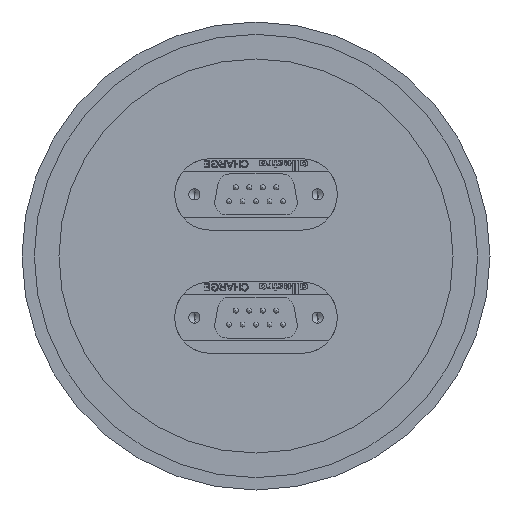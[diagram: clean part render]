
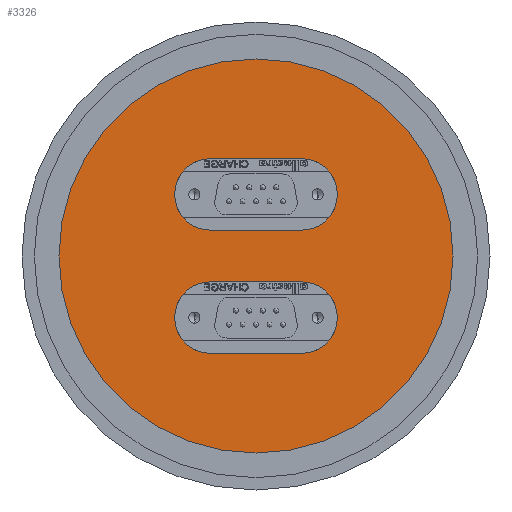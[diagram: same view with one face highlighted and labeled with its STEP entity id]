
A CAD part, front view. The second image highlights one B-rep face of the part: STEP entity #3326.
In plain terms, the highlighted planar face has unit normal (0, -1, 0).
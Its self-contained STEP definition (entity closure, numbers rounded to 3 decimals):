
#11 = ORIENTED_EDGE ( 'NONE', *, *, #6154, .F. ) ;
#31 = CARTESIAN_POINT ( 'NONE',  ( 0., -9.5, 5.25 ) ) ;
#68 = LINE ( 'NONE', #3515, #6346 ) ;
#106 = CARTESIAN_POINT ( 'NONE',  ( 0., -9.5, 0. ) ) ;
#139 = CARTESIAN_POINT ( 'NONE',  ( 0., -9.5, -40. ) ) ;
#231 = VERTEX_POINT ( 'NONE', #1670 ) ;
#367 = VERTEX_POINT ( 'NONE', #2963 ) ;
#443 = EDGE_CURVE ( 'NONE', #9560, #10269, #2197, .T. ) ;
#458 = CARTESIAN_POINT ( 'NONE',  ( -9.25, -9.5, -12.5 ) ) ;
#471 = DIRECTION ( 'NONE',  ( 0., 0., 1. ) ) ;
#581 = VECTOR ( 'NONE', #5295, 1000. ) ;
#745 = EDGE_CURVE ( 'NONE', #2072, #5173, #5629, .T. ) ;
#804 = CARTESIAN_POINT ( 'NONE',  ( 9.25, -9.5, -19.75 ) ) ;
#824 = LINE ( 'NONE', #31, #1074 ) ;
#907 = DIRECTION ( 'NONE',  ( 0., 0., -1. ) ) ;
#954 = AXIS2_PLACEMENT_3D ( 'NONE', #5043, #8502, #5162 ) ;
#1074 = VECTOR ( 'NONE', #4271, 1000. ) ;
#1251 = DIRECTION ( 'NONE',  ( 0., 1., 0. ) ) ;
#1300 = DIRECTION ( 'NONE',  ( -1., 0., 0. ) ) ;
#1364 = DIRECTION ( 'NONE',  ( 0., 0., 1. ) ) ;
#1567 = FACE_BOUND ( 'NONE', #7975, .T. ) ;
#1670 = CARTESIAN_POINT ( 'NONE',  ( -9.25, -9.5, 19.75 ) ) ;
#1986 = ORIENTED_EDGE ( 'NONE', *, *, #2250, .F. ) ;
#2028 = EDGE_LOOP ( 'NONE', ( #10088, #2579, #7115, #11 ) ) ;
#2072 = VERTEX_POINT ( 'NONE', #6560 ) ;
#2167 = VERTEX_POINT ( 'NONE', #10839 ) ;
#2197 = CIRCLE ( 'NONE', #7809, 40. ) ;
#2250 = EDGE_CURVE ( 'NONE', #2167, #5173, #8146, .T. ) ;
#2409 = ORIENTED_EDGE ( 'NONE', *, *, #745, .T. ) ;
#2579 = ORIENTED_EDGE ( 'NONE', *, *, #10179, .F. ) ;
#2829 = EDGE_CURVE ( 'NONE', #2167, #3974, #4475, .T. ) ;
#2911 = LINE ( 'NONE', #7111, #581 ) ;
#2963 = CARTESIAN_POINT ( 'NONE',  ( 9.25, -9.5, 5.25 ) ) ;
#3079 = AXIS2_PLACEMENT_3D ( 'NONE', #106, #3554, #907 ) ;
#3326 = ADVANCED_FACE ( 'NONE', ( #5921, #10154, #1567 ), #8462, .T. ) ;
#3365 = CARTESIAN_POINT ( 'NONE',  ( 9.25, -9.5, 19.75 ) ) ;
#3515 = CARTESIAN_POINT ( 'NONE',  ( 0., -9.5, -19.75 ) ) ;
#3554 = DIRECTION ( 'NONE',  ( 0., -1., 0. ) ) ;
#3581 = CARTESIAN_POINT ( 'NONE',  ( -9.25, -9.5, -5.25 ) ) ;
#3603 = VERTEX_POINT ( 'NONE', #3365 ) ;
#3863 = ORIENTED_EDGE ( 'NONE', *, *, #2829, .T. ) ;
#3974 = VERTEX_POINT ( 'NONE', #804 ) ;
#4006 = EDGE_LOOP ( 'NONE', ( #9810, #8938 ) ) ;
#4160 = DIRECTION ( 'NONE',  ( 0., 0., 1. ) ) ;
#4179 = VECTOR ( 'NONE', #1300, 1000. ) ;
#4223 = DIRECTION ( 'NONE',  ( 0., 0., -1. ) ) ;
#4271 = DIRECTION ( 'NONE',  ( 1., 0., 0. ) ) ;
#4475 = CIRCLE ( 'NONE', #6826, 7.25 ) ;
#4610 = ORIENTED_EDGE ( 'NONE', *, *, #10656, .F. ) ;
#4715 = DIRECTION ( 'NONE',  ( 0., -1., 0. ) ) ;
#5043 = CARTESIAN_POINT ( 'NONE',  ( -9.25, -9.5, 12.5 ) ) ;
#5162 = DIRECTION ( 'NONE',  ( 0., 0., 1. ) ) ;
#5173 = VERTEX_POINT ( 'NONE', #3581 ) ;
#5177 = DIRECTION ( 'NONE',  ( 0., 1., 0. ) ) ;
#5276 = AXIS2_PLACEMENT_3D ( 'NONE', #458, #1251, #1364 ) ;
#5295 = DIRECTION ( 'NONE',  ( -1., 0., 0. ) ) ;
#5333 = DIRECTION ( 'NONE',  ( 1., 0., 0. ) ) ;
#5341 = CARTESIAN_POINT ( 'NONE',  ( 0., -9.5, 0. ) ) ;
#5629 = CIRCLE ( 'NONE', #5276, 7.25 ) ;
#5666 = CARTESIAN_POINT ( 'NONE',  ( -9.25, -9.5, 5.25 ) ) ;
#5755 = CIRCLE ( 'NONE', #10814, 7.25 ) ;
#5830 = CIRCLE ( 'NONE', #954, 7.25 ) ;
#5870 = DIRECTION ( 'NONE',  ( 0., -1., 0. ) ) ;
#5921 = FACE_BOUND ( 'NONE', #2028, .T. ) ;
#6154 = EDGE_CURVE ( 'NONE', #3603, #231, #2911, .T. ) ;
#6346 = VECTOR ( 'NONE', #5333, 1000. ) ;
#6419 = DIRECTION ( 'NONE',  ( 0., 0., -1. ) ) ;
#6553 = EDGE_CURVE ( 'NONE', #10708, #231, #5830, .T. ) ;
#6560 = CARTESIAN_POINT ( 'NONE',  ( -9.25, -9.5, -19.75 ) ) ;
#6826 = AXIS2_PLACEMENT_3D ( 'NONE', #10655, #9010, #471 ) ;
#7111 = CARTESIAN_POINT ( 'NONE',  ( 0., -9.5, 19.75 ) ) ;
#7115 = ORIENTED_EDGE ( 'NONE', *, *, #6553, .T. ) ;
#7462 = CARTESIAN_POINT ( 'NONE',  ( 0., -9.5, -5.25 ) ) ;
#7679 = CARTESIAN_POINT ( 'NONE',  ( 9.25, -9.5, 12.5 ) ) ;
#7809 = AXIS2_PLACEMENT_3D ( 'NONE', #5341, #4715, #6419 ) ;
#7970 = CIRCLE ( 'NONE', #3079, 40. ) ;
#7975 = EDGE_LOOP ( 'NONE', ( #3863, #4610, #2409, #1986 ) ) ;
#8146 = LINE ( 'NONE', #7462, #4179 ) ;
#8307 = CARTESIAN_POINT ( 'NONE',  ( 0., -9.5, 40. ) ) ;
#8462 = PLANE ( 'NONE',  #10245 ) ;
#8502 = DIRECTION ( 'NONE',  ( 0., 1., 0. ) ) ;
#8583 = CARTESIAN_POINT ( 'NONE',  ( 0., -9.5, -40. ) ) ;
#8938 = ORIENTED_EDGE ( 'NONE', *, *, #443, .T. ) ;
#9010 = DIRECTION ( 'NONE',  ( 0., 1., 0. ) ) ;
#9560 = VERTEX_POINT ( 'NONE', #8307 ) ;
#9810 = ORIENTED_EDGE ( 'NONE', *, *, #10984, .T. ) ;
#10076 = EDGE_CURVE ( 'NONE', #3603, #367, #5755, .T. ) ;
#10088 = ORIENTED_EDGE ( 'NONE', *, *, #10076, .T. ) ;
#10154 = FACE_OUTER_BOUND ( 'NONE', #4006, .T. ) ;
#10179 = EDGE_CURVE ( 'NONE', #10708, #367, #824, .T. ) ;
#10245 = AXIS2_PLACEMENT_3D ( 'NONE', #8583, #5870, #4223 ) ;
#10269 = VERTEX_POINT ( 'NONE', #139 ) ;
#10655 = CARTESIAN_POINT ( 'NONE',  ( 9.25, -9.5, -12.5 ) ) ;
#10656 = EDGE_CURVE ( 'NONE', #2072, #3974, #68, .T. ) ;
#10708 = VERTEX_POINT ( 'NONE', #5666 ) ;
#10814 = AXIS2_PLACEMENT_3D ( 'NONE', #7679, #5177, #4160 ) ;
#10839 = CARTESIAN_POINT ( 'NONE',  ( 9.25, -9.5, -5.25 ) ) ;
#10984 = EDGE_CURVE ( 'NONE', #10269, #9560, #7970, .T. ) ;
